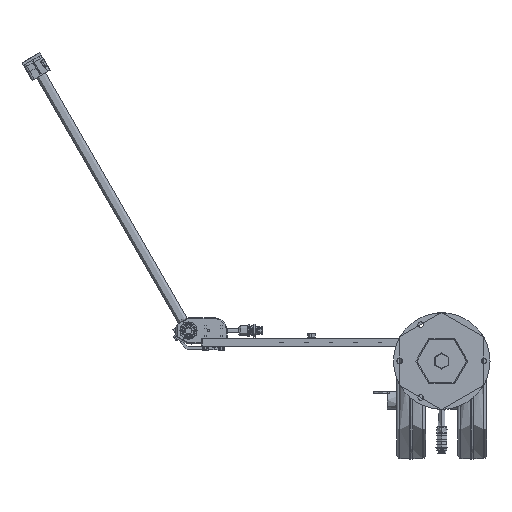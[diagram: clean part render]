
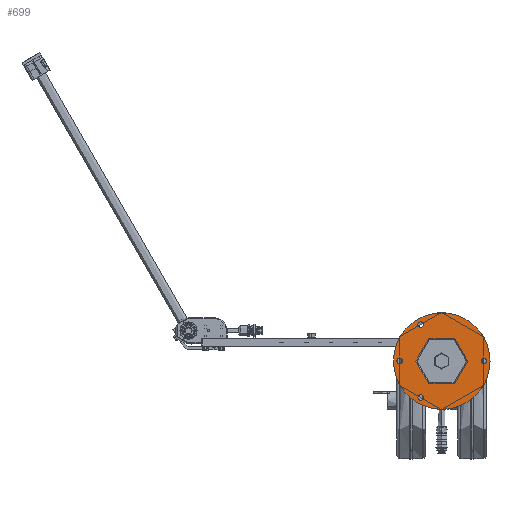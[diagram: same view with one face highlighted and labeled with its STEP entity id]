
A CAD part, front view. The second image highlights one B-rep face of the part: STEP entity #699.
In plain terms, the highlighted planar face has unit normal (0, -1, 0).
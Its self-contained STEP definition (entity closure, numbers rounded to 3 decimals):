
#53=CARTESIAN_POINT('',(56.292,0.,-32.5));
#54=DIRECTION('',(0.,1.,0.));
#55=DIRECTION('',(0.,0.,1.));
#56=AXIS2_PLACEMENT_3D('',#53,#54,#55);
#62=CARTESIAN_POINT('',(56.292,0.,-32.5));
#63=DIRECTION('',(0.,1.,0.));
#64=DIRECTION('',(0.,0.,-1.));
#65=AXIS2_PLACEMENT_3D('',#62,#63,#64);
#70=CARTESIAN_POINT('',(-56.292,0.,-32.5));
#71=DIRECTION('',(0.,1.,0.));
#72=DIRECTION('',(0.,0.,1.));
#73=AXIS2_PLACEMENT_3D('',#70,#71,#72);
#78=CARTESIAN_POINT('',(-56.292,0.,-32.5));
#79=DIRECTION('',(0.,1.,0.));
#80=DIRECTION('',(0.,0.,-1.));
#81=AXIS2_PLACEMENT_3D('',#78,#79,#80);
#86=CARTESIAN_POINT('',(0.,0.,65.));
#87=DIRECTION('',(0.,1.,0.));
#88=DIRECTION('',(0.,0.,1.));
#89=AXIS2_PLACEMENT_3D('',#86,#87,#88);
#94=CARTESIAN_POINT('',(0.,0.,65.));
#95=DIRECTION('',(0.,1.,0.));
#96=DIRECTION('',(0.,0.,-1.));
#97=AXIS2_PLACEMENT_3D('',#94,#95,#96);
#102=CARTESIAN_POINT('',(0.,0.,-65.));
#103=DIRECTION('',(0.,1.,0.));
#104=DIRECTION('',(0.,0.,1.));
#105=AXIS2_PLACEMENT_3D('',#102,#103,#104);
#110=CARTESIAN_POINT('',(0.,0.,-65.));
#111=DIRECTION('',(0.,1.,0.));
#112=DIRECTION('',(0.,0.,-1.));
#113=AXIS2_PLACEMENT_3D('',#110,#111,#112);
#118=CARTESIAN_POINT('',(0.,0.,0.));
#119=DIRECTION('',(0.,1.,0.));
#120=DIRECTION('',(0.,0.,1.));
#121=AXIS2_PLACEMENT_3D('',#118,#119,#120);
#126=CARTESIAN_POINT('',(0.,0.,0.));
#127=DIRECTION('',(0.,1.,0.));
#128=DIRECTION('',(0.,0.,-1.));
#129=AXIS2_PLACEMENT_3D('',#126,#127,#128);
#134=CARTESIAN_POINT('',(0.,0.,
0.));
#135=DIRECTION('',(0.,1.,0.));
#136=DIRECTION('',(1.,0.,0.));
#137=AXIS2_PLACEMENT_3D('',#134,#135,#136);
#142=CARTESIAN_POINT('',(0.,0.,
0.));
#143=DIRECTION('',(0.,1.,0.));
#144=DIRECTION('',(-1.,0.,0.));
#145=AXIS2_PLACEMENT_3D('',#142,#143,#144);
#574=CARTESIAN_POINT('',(56.292,0.,-28.25));
#575=CARTESIAN_POINT('',(56.292,0.,-36.75));
#576=VERTEX_POINT('',#574);
#577=VERTEX_POINT('',#575);
#578=CARTESIAN_POINT('',(-56.292,0.,-28.25));
#579=CARTESIAN_POINT('',(-56.292,0.,-36.75));
#580=VERTEX_POINT('',#578);
#581=VERTEX_POINT('',#579);
#582=CARTESIAN_POINT('',(0.,0.,69.25));
#583=CARTESIAN_POINT('',(0.,0.,60.75));
#584=VERTEX_POINT('',#582);
#585=VERTEX_POINT('',#583);
#602=CARTESIAN_POINT('',(0.,0.,40.));
#603=CARTESIAN_POINT('',(0.,0.,-40.));
#604=VERTEX_POINT('',#602);
#605=VERTEX_POINT('',#603);
#630=CARTESIAN_POINT('',(74.5,0.,0.));
#631=CARTESIAN_POINT('',(-74.5,0.,
0.));
#632=VERTEX_POINT('',#630);
#633=VERTEX_POINT('',#631);
#650=CARTESIAN_POINT('',(0.,0.,-60.75));
#651=CARTESIAN_POINT('',(0.,0.,-69.25));
#652=VERTEX_POINT('',#650);
#653=VERTEX_POINT('',#651);
#658=CARTESIAN_POINT('',(0.,0.,0.));
#659=DIRECTION('',(0.,-1.,0.));
#660=DIRECTION('',(-1.,0.,0.));
#661=AXIS2_PLACEMENT_3D('',#658,#659,#660);
#662=PLANE('',#661);
#664=ORIENTED_EDGE('',*,*,#663,.T.);
#666=ORIENTED_EDGE('',*,*,#665,.T.);
#667=EDGE_LOOP('',(#664,#666));
#668=FACE_OUTER_BOUND('',#667,.F.);
#670=ORIENTED_EDGE('',*,*,#669,.F.);
#672=ORIENTED_EDGE('',*,*,#671,.F.);
#673=EDGE_LOOP('',(#670,#672));
#674=FACE_BOUND('',#673,.F.);
#676=ORIENTED_EDGE('',*,*,#675,.F.);
#678=ORIENTED_EDGE('',*,*,#677,.F.);
#679=EDGE_LOOP('',(#676,#678));
#680=FACE_BOUND('',#679,.F.);
#682=ORIENTED_EDGE('',*,*,#681,.F.);
#684=ORIENTED_EDGE('',*,*,#683,.F.);
#685=EDGE_LOOP('',(#682,#684));
#686=FACE_BOUND('',#685,.F.);
#688=ORIENTED_EDGE('',*,*,#687,.F.);
#690=ORIENTED_EDGE('',*,*,#689,.F.);
#691=EDGE_LOOP('',(#688,#690));
#692=FACE_BOUND('',#691,.F.);
#694=ORIENTED_EDGE('',*,*,#693,.F.);
#696=ORIENTED_EDGE('',*,*,#695,.F.);
#697=EDGE_LOOP('',(#694,#696));
#698=FACE_BOUND('',#697,.F.);
#699=ADVANCED_FACE('',(#668,#674,#680,#686,#692,#698),#662,.T.);
#57=CIRCLE('',#56,4.25);
#66=CIRCLE('',#65,4.25);
#74=CIRCLE('',#73,4.25);
#82=CIRCLE('',#81,4.25);
#90=CIRCLE('',#89,4.25);
#98=CIRCLE('',#97,4.25);
#106=CIRCLE('',#105,4.25);
#114=CIRCLE('',#113,4.25);
#122=CIRCLE('',#121,40.);
#130=CIRCLE('',#129,40.);
#138=CIRCLE('',#137,74.5);
#146=CIRCLE('',#145,74.5);
#663=EDGE_CURVE('',#632,#633,#138,.T.);
#665=EDGE_CURVE('',#633,#632,#146,.T.);
#669=EDGE_CURVE('',#580,#581,#74,.T.);
#671=EDGE_CURVE('',#581,#580,#82,.T.);
#675=EDGE_CURVE('',#584,#585,#90,.T.);
#677=EDGE_CURVE('',#585,#584,#98,.T.);
#681=EDGE_CURVE('',#652,#653,#106,.T.);
#683=EDGE_CURVE('',#653,#652,#114,.T.);
#687=EDGE_CURVE('',#604,#605,#122,.T.);
#689=EDGE_CURVE('',#605,#604,#130,.T.);
#693=EDGE_CURVE('',#576,#577,#57,.T.);
#695=EDGE_CURVE('',#577,#576,#66,.T.);
